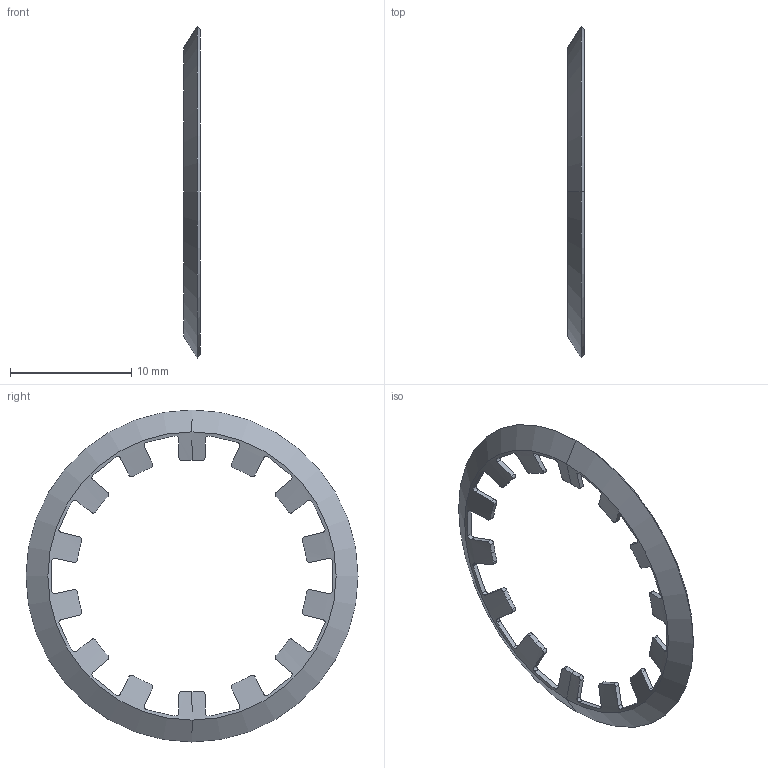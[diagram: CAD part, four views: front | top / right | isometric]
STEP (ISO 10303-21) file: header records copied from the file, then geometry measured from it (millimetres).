
FILE_DESCRIPTION (( 'STEP AP203' ), '1' );
FILE_NAME ('REV-21-2394.STEP', '2022-04-18T14:38:24', ( '' ), ( '' ), 'SwSTEP 2.0', 'SolidWorks 2022', '' );
FILE_SCHEMA (( 'CONFIG_CONTROL_DESIGN' ));
Length unit declared in the file: inch
Products named in the file (1): REV-21-2394
Bounding box: 1.37 x 27.33 x 27.33 mm (x, y, z)
Volume: 90 mm3; surface area: 562.3 mm2
Topology: 1 solids, 1 shells, 149 faces, 435 edges, 286 vertices
Faces by surface type: cylinder 111, plane 28, cone 10
Entity records: 5406 total; most frequent: CARTESIAN_POINT 1767, ORIENTED_EDGE 870, DIRECTION 573, EDGE_CURVE 435, VERTEX_POINT 286, B_SPLINE_CURVE_WITH_KNOTS 224, AXIS2_PLACEMENT_3D 212, LINE 149
